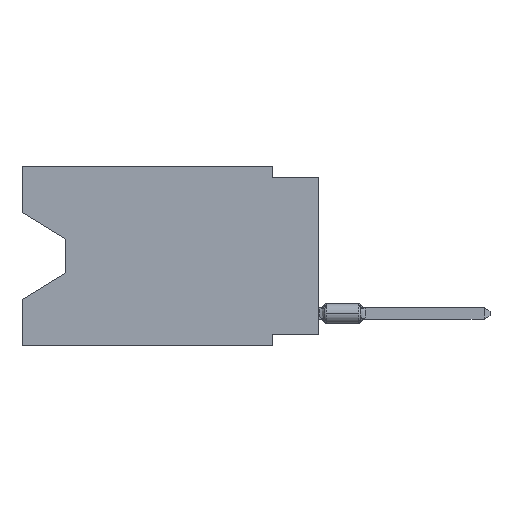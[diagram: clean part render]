
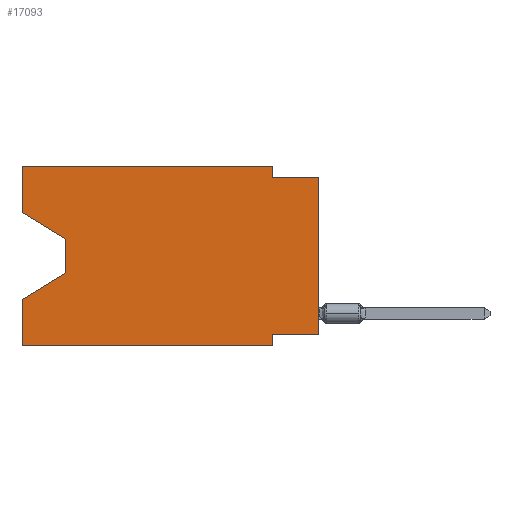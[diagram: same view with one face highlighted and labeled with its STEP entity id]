
A CAD part, left-side view. The second image highlights one B-rep face of the part: STEP entity #17093.
In plain terms, the highlighted planar face has unit normal (-1, 0, 0).
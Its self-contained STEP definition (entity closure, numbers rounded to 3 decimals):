
#488 = LINE ( 'NONE', #4590, #13468 ) ;
#622 = VERTEX_POINT ( 'NONE', #15496 ) ;
#828 = ORIENTED_EDGE ( 'NONE', *, *, #3958, .F. ) ;
#1199 = LINE ( 'NONE', #4943, #11074 ) ;
#1571 = ORIENTED_EDGE ( 'NONE', *, *, #22002, .F. ) ;
#1698 = EDGE_CURVE ( 'NONE', #622, #17611, #18110, .T. ) ;
#1957 = CARTESIAN_POINT ( 'NONE',  ( 0., 16.383, -9.906 ) ) ;
#2236 = VERTEX_POINT ( 'NONE', #5576 ) ;
#2620 = CARTESIAN_POINT ( 'NONE',  ( 0., 16.383, 0. ) ) ;
#2941 = AXIS2_PLACEMENT_3D ( 'NONE', #2620, #9981, #13270 ) ;
#3026 = LINE ( 'NONE', #10063, #22118 ) ;
#3403 = VECTOR ( 'NONE', #13820, 1000. ) ;
#3948 = ORIENTED_EDGE ( 'NONE', *, *, #13508, .F. ) ;
#3958 = EDGE_CURVE ( 'NONE', #13108, #20600, #8724, .T. ) ;
#4249 = LINE ( 'NONE', #9340, #9134 ) ;
#4383 = ORIENTED_EDGE ( 'NONE', *, *, #1698, .F. ) ;
#4506 = CARTESIAN_POINT ( 'NONE',  ( 0., 13.97, -5.893 ) ) ;
#4590 = CARTESIAN_POINT ( 'NONE',  ( 0., 13.97, -5.893 ) ) ;
#4708 = CARTESIAN_POINT ( 'NONE',  ( 0., 2.54, 0. ) ) ;
#4737 = CARTESIAN_POINT ( 'NONE',  ( 0., 16.383, 0. ) ) ;
#4883 = ORIENTED_EDGE ( 'NONE', *, *, #16566, .T. ) ;
#4943 = CARTESIAN_POINT ( 'NONE',  ( 0., 0., 0. ) ) ;
#5180 = VERTEX_POINT ( 'NONE', #4506 ) ;
#5229 = DIRECTION ( 'NONE',  ( 0., -1., 0. ) ) ;
#5576 = CARTESIAN_POINT ( 'NONE',  ( 0., 2.54, -9.906 ) ) ;
#5607 = VECTOR ( 'NONE', #8286, 1000. ) ;
#6063 = DIRECTION ( 'NONE',  ( 0., 0.855, -0.519 ) ) ;
#6220 = EDGE_CURVE ( 'NONE', #17611, #14120, #18387, .T. ) ;
#6668 = ORIENTED_EDGE ( 'NONE', *, *, #15404, .F. ) ;
#6916 = CARTESIAN_POINT ( 'NONE',  ( 0., 16.383, 0. ) ) ;
#7601 = CARTESIAN_POINT ( 'NONE',  ( 0., 2.54, 0. ) ) ;
#7790 = VECTOR ( 'NONE', #21639, 1000. ) ;
#8060 = VECTOR ( 'NONE', #9074, 1000. ) ;
#8286 = DIRECTION ( 'NONE',  ( 0., -1., 0. ) ) ;
#8724 = LINE ( 'NONE', #6916, #3403 ) ;
#8748 = VECTOR ( 'NONE', #11294, 1000. ) ;
#8915 = VECTOR ( 'NONE', #16529, 1000. ) ;
#8995 = DIRECTION ( 'NONE',  ( 0., 1., 0. ) ) ;
#8999 = LINE ( 'NONE', #15902, #9184 ) ;
#9074 = DIRECTION ( 'NONE',  ( 0., 0., -1. ) ) ;
#9134 = VECTOR ( 'NONE', #8995, 1000. ) ;
#9184 = VECTOR ( 'NONE', #17154, 1000. ) ;
#9190 = CARTESIAN_POINT ( 'NONE',  ( 0., 13.97, -4.013 ) ) ;
#9340 = CARTESIAN_POINT ( 'NONE',  ( 0., 0., -9.271 ) ) ;
#9532 = EDGE_CURVE ( 'NONE', #622, #15860, #18005, .T. ) ;
#9642 = EDGE_CURVE ( 'NONE', #13108, #2236, #3026, .T. ) ;
#9717 = DIRECTION ( 'NONE',  ( 0., 0., 1. ) ) ;
#9981 = DIRECTION ( 'NONE',  ( 1., 0., 0. ) ) ;
#10063 = CARTESIAN_POINT ( 'NONE',  ( 0., 16.383, -9.906 ) ) ;
#10321 = EDGE_CURVE ( 'NONE', #5180, #20600, #488, .T. ) ;
#10651 = LINE ( 'NONE', #12342, #20510 ) ;
#11074 = VECTOR ( 'NONE', #9717, 1000. ) ;
#11190 = CARTESIAN_POINT ( 'NONE',  ( 0., 16.383, -2.546 ) ) ;
#11288 = CARTESIAN_POINT ( 'NONE',  ( 0., 2.54, -0.635 ) ) ;
#11294 = DIRECTION ( 'NONE',  ( 0., -0.855, -0.519 ) ) ;
#11306 = CARTESIAN_POINT ( 'NONE',  ( 0., 2.54, -9.906 ) ) ;
#12139 = VERTEX_POINT ( 'NONE', #11288 ) ;
#12342 = CARTESIAN_POINT ( 'NONE',  ( 0., 0., -0.635 ) ) ;
#12470 = LINE ( 'NONE', #7601, #8060 ) ;
#12660 = ORIENTED_EDGE ( 'NONE', *, *, #15871, .F. ) ;
#12678 = LINE ( 'NONE', #11306, #7790 ) ;
#12690 = VERTEX_POINT ( 'NONE', #15581 ) ;
#13108 = VERTEX_POINT ( 'NONE', #1957 ) ;
#13161 = CARTESIAN_POINT ( 'NONE',  ( 0., 16.383, -7.36 ) ) ;
#13269 = ORIENTED_EDGE ( 'NONE', *, *, #9642, .T. ) ;
#13270 = DIRECTION ( 'NONE',  ( 0., 0., -1. ) ) ;
#13468 = VECTOR ( 'NONE', #6063, 1000. ) ;
#13508 = EDGE_CURVE ( 'NONE', #12139, #21514, #10651, .T. ) ;
#13820 = DIRECTION ( 'NONE',  ( 0., 0., 1. ) ) ;
#14120 = VERTEX_POINT ( 'NONE', #4708 ) ;
#14259 = ORIENTED_EDGE ( 'NONE', *, *, #6220, .F. ) ;
#14973 = CARTESIAN_POINT ( 'NONE',  ( 0., 16.383, 0. ) ) ;
#15404 = EDGE_CURVE ( 'NONE', #22122, #12690, #4249, .T. ) ;
#15459 = CARTESIAN_POINT ( 'NONE',  ( 0., 0., -0.635 ) ) ;
#15496 = CARTESIAN_POINT ( 'NONE',  ( 0., 16.383, -2.546 ) ) ;
#15581 = CARTESIAN_POINT ( 'NONE',  ( 0., 2.54, -9.271 ) ) ;
#15860 = VERTEX_POINT ( 'NONE', #9190 ) ;
#15871 = EDGE_CURVE ( 'NONE', #14120, #12139, #12470, .T. ) ;
#15880 = FACE_OUTER_BOUND ( 'NONE', #16514, .T. ) ;
#15902 = CARTESIAN_POINT ( 'NONE',  ( 0., 13.97, -4.013 ) ) ;
#16408 = CARTESIAN_POINT ( 'NONE',  ( 0., 16.383, 0. ) ) ;
#16514 = EDGE_LOOP ( 'NONE', ( #21876, #4883, #18557, #828, #13269, #1571, #6668, #19464, #3948, #12660, #14259, #4383 ) ) ;
#16529 = DIRECTION ( 'NONE',  ( 0., 0., 1. ) ) ;
#16566 = EDGE_CURVE ( 'NONE', #15860, #5180, #8999, .T. ) ;
#17093 = ADVANCED_FACE ( 'NONE', ( #15880 ), #17694, .F. ) ;
#17154 = DIRECTION ( 'NONE',  ( 0., 0., -1. ) ) ;
#17611 = VERTEX_POINT ( 'NONE', #4737 ) ;
#17694 = PLANE ( 'NONE',  #2941 ) ;
#18005 = LINE ( 'NONE', #11190, #8748 ) ;
#18110 = LINE ( 'NONE', #16408, #8915 ) ;
#18387 = LINE ( 'NONE', #14973, #5607 ) ;
#18536 = EDGE_CURVE ( 'NONE', #22122, #21514, #1199, .T. ) ;
#18552 = CARTESIAN_POINT ( 'NONE',  ( 0., 0., -9.271 ) ) ;
#18557 = ORIENTED_EDGE ( 'NONE', *, *, #10321, .T. ) ;
#19464 = ORIENTED_EDGE ( 'NONE', *, *, #18536, .T. ) ;
#20510 = VECTOR ( 'NONE', #5229, 1000. ) ;
#20600 = VERTEX_POINT ( 'NONE', #13161 ) ;
#21514 = VERTEX_POINT ( 'NONE', #15459 ) ;
#21639 = DIRECTION ( 'NONE',  ( 0., 0., -1. ) ) ;
#21876 = ORIENTED_EDGE ( 'NONE', *, *, #9532, .T. ) ;
#21953 = DIRECTION ( 'NONE',  ( 0., -1., 0. ) ) ;
#22002 = EDGE_CURVE ( 'NONE', #12690, #2236, #12678, .T. ) ;
#22118 = VECTOR ( 'NONE', #21953, 1000. ) ;
#22122 = VERTEX_POINT ( 'NONE', #18552 ) ;
